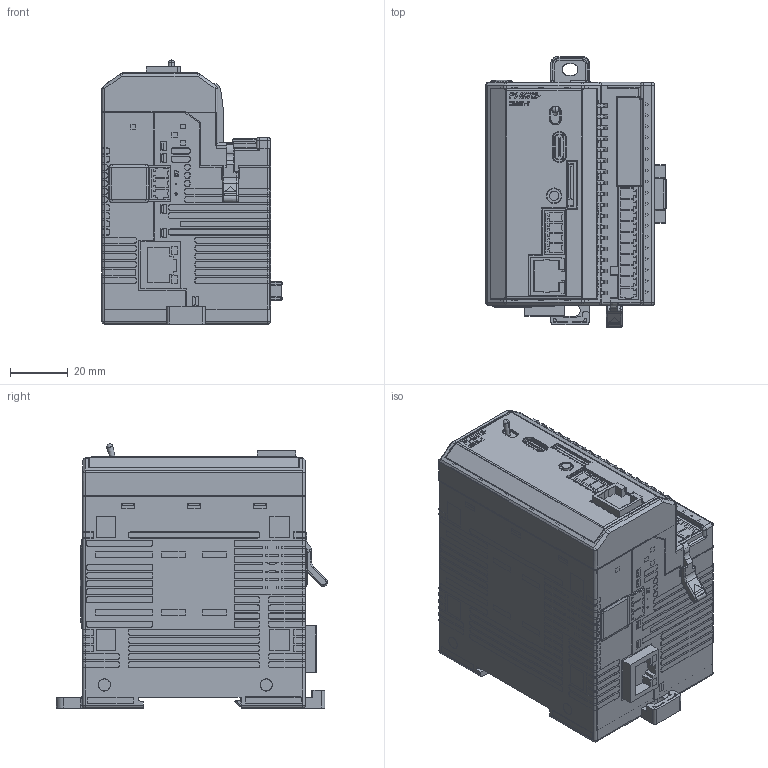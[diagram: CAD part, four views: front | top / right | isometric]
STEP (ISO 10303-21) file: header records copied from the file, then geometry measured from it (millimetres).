
FILE_DESCRIPTION (( 'STEP AP214' ), '1' );
FILE_NAME ('P1-M412-08ADL-1.STEP', '2025-05-28T02:17:19', ( '' ), ( '' ), 'SwSTEP 2.0', 'SolidWorks 2024', '' );
FILE_SCHEMA (( 'AUTOMOTIVE_DESIGN' ));
Length unit declared in the file: inch
Products named in the file (1): P1-M412-08ADL-1
Bounding box: 62.27 x 93.64 x 91.26 mm (x, y, z)
Volume: 34859 mm3; surface area: 68649.5 mm2
Topology: 27 solids, 31 shells, 3723 faces, 9796 edges, 6278 vertices
Faces by surface type: plane 2139, cylinder 899, bspline 627, cone 48, torus 10
Entity records: 128200 total; most frequent: CARTESIAN_POINT 39352, ORIENTED_EDGE 19488, DIRECTION 16840, EDGE_CURVE 9744, VECTOR 6440, LINE 6440, VERTEX_POINT 6278, AXIS2_PLACEMENT_3D 5200
